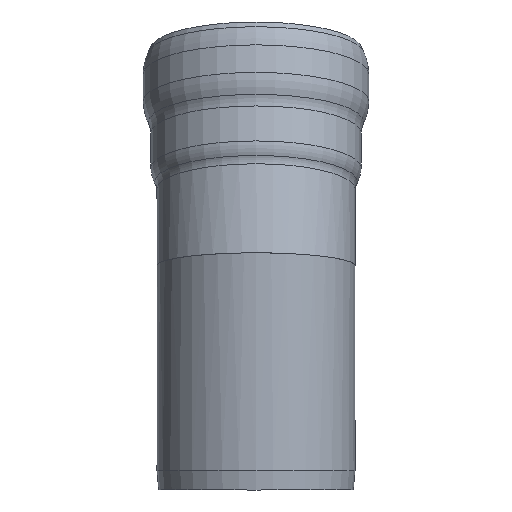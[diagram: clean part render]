
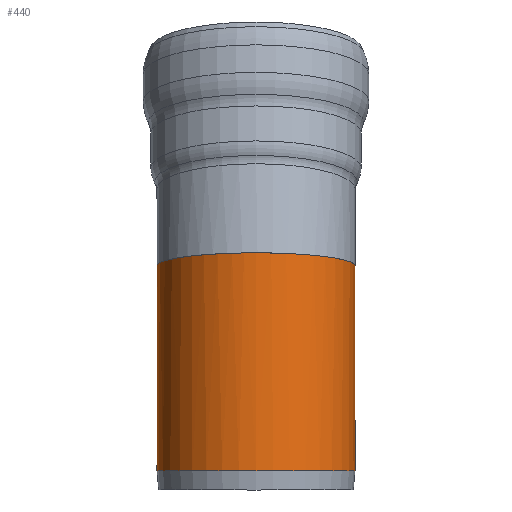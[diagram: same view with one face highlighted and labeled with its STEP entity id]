
A CAD part, left-side view. The second image highlights one B-rep face of the part: STEP entity #440.
In plain terms, the highlighted cylindrical face has radius 508 mm (diameter 1016 mm), a full revolution.
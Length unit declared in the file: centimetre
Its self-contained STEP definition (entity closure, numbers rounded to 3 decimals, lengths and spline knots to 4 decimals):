
#33=ELLIPSE('',#516,51.2384,50.8);
#52=LINE('',#825,#68);
#68=VECTOR('',#674,50.8);
#78=CYLINDRICAL_SURFACE('',#515,50.8);
#103=FACE_OUTER_BOUND('',#130,.T.);
#130=EDGE_LOOP('',(#397,#398,#399,#400));
#178=CIRCLE('',#514,50.8);
#215=VERTEX_POINT('',#820);
#216=VERTEX_POINT('',#824);
#276=EDGE_CURVE('',#215,#215,#178,.T.);
#277=EDGE_CURVE('',#215,#216,#52,.T.);
#278=EDGE_CURVE('',#216,#216,#33,.T.);
#397=ORIENTED_EDGE('',*,*,#276,.F.);
#398=ORIENTED_EDGE('',*,*,#277,.T.);
#399=ORIENTED_EDGE('',*,*,#278,.F.);
#400=ORIENTED_EDGE('',*,*,#277,.F.);
#440=ADVANCED_FACE('',(#103),#78,.T.);
#514=AXIS2_PLACEMENT_3D('',#822,#670,#671);
#515=AXIS2_PLACEMENT_3D('',#823,#672,#673);
#516=AXIS2_PLACEMENT_3D('',#826,#675,#676);
#670=DIRECTION('center_axis',(0.,0.,-1.));
#671=DIRECTION('ref_axis',(1.,0.,0.));
#672=DIRECTION('center_axis',(0.,0.,-1.));
#673=DIRECTION('ref_axis',(1.,0.,0.));
#674=DIRECTION('',(0.,0.,1.));
#675=DIRECTION('center_axis',(0.131,0.,0.991));
#676=DIRECTION('ref_axis',(0.991,0.,-0.131));
#820=CARTESIAN_POINT('',(-50.8,0.,10.));
#822=CARTESIAN_POINT('Origin',(0.,0.,
10.));
#823=CARTESIAN_POINT('Origin',(0.,0.,
12.5));
#824=CARTESIAN_POINT('',(-50.8,0.,121.6872));
#825=CARTESIAN_POINT('',(-50.8,0.,12.5));
#826=CARTESIAN_POINT('Origin',(0.,0.,
114.9992));
